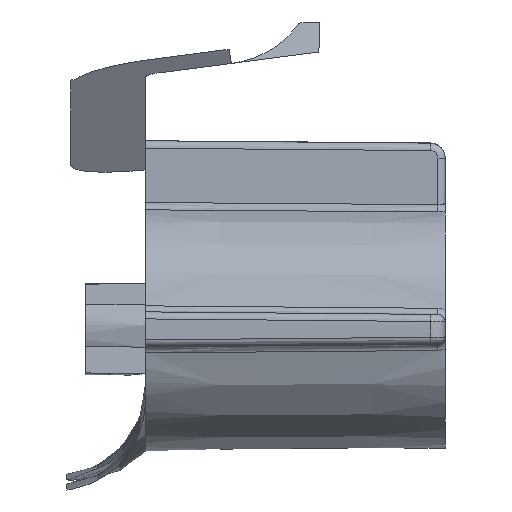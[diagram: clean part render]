
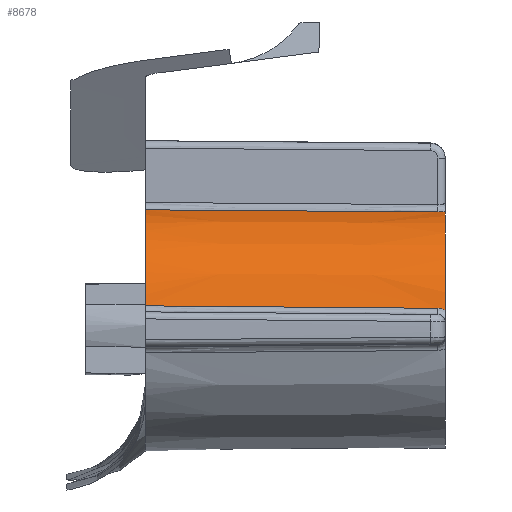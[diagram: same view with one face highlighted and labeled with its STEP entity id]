
A CAD part, left-side view. The second image highlights one B-rep face of the part: STEP entity #8678.
In plain terms, the highlighted conical face has half-angle 0.5 degrees and reference radius 4 mm.
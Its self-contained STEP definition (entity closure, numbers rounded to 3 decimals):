
#8678 = ADVANCED_FACE('',(#8679),#8700,.T.);
#8679 = FACE_BOUND('',#8680,.T.);
#8680 = EDGE_LOOP('',(#8681,#8710,#8735,#8757,#8776,#8793));
#8681 = ORIENTED_EDGE('',*,*,#8682,.T.);
#8682 = EDGE_CURVE('',#8683,#8685,#8687,.T.);
#8683 = VERTEX_POINT('',#8684);
#8684 = CARTESIAN_POINT('',(1617.559,-785.404,
    1460.717));
#8685 = VERTEX_POINT('',#8686);
#8686 = CARTESIAN_POINT('',(1617.478,-775.592,
    1460.788));
#8687 = SURFACE_CURVE('',#8688,(#8699),.PCURVE_S1.);
#8688 = B_SPLINE_CURVE_WITH_KNOTS('',3,(#8689,#8690,#8691,#8692,#8693,
    #8694,#8695,#8696,#8697,#8698),.UNSPECIFIED.,.F.,.F.,(4,3,3,4),(0.,
    0.051,0.255,1.),.UNSPECIFIED.);
#8689 = CARTESIAN_POINT('',(1617.559,-785.404,
    1460.717));
#8690 = CARTESIAN_POINT('',(1617.558,-785.237,
    1460.718));
#8691 = CARTESIAN_POINT('',(1617.556,-785.071,
    1460.719));
#8692 = CARTESIAN_POINT('',(1617.555,-784.904,
    1460.72));
#8693 = CARTESIAN_POINT('',(1617.55,-784.237,
    1460.725));
#8694 = CARTESIAN_POINT('',(1617.544,-783.571,
    1460.73));
#8695 = CARTESIAN_POINT('',(1617.538,-782.904,
    1460.735));
#8696 = CARTESIAN_POINT('',(1617.518,-780.467,
    1460.753));
#8697 = CARTESIAN_POINT('',(1617.498,-778.029,
    1460.771));
#8698 = CARTESIAN_POINT('',(1617.478,-775.592,
    1460.788));
#8699 = PCURVE('',#8700,#8705);
#8700 = CONICAL_SURFACE('',#8701,4.,0.009);
#8701 = AXIS2_PLACEMENT_3D('',#8702,#8703,#8704);
#8702 = CARTESIAN_POINT('',(1618.267,-785.652,
    1456.778));
#8703 = DIRECTION('',(0.,1.,0.));
#8704 = DIRECTION('',(1.,0.,0.));
#8705 = DEFINITIONAL_REPRESENTATION('',(#8706),#8709);
#8706 = B_SPLINE_CURVE_WITH_KNOTS('',1,(#8707,#8708),.UNSPECIFIED.,.F.,
  .F.,(2,2),(0.,1.),.PIECEWISE_BEZIER_KNOTS.);
#8707 = CARTESIAN_POINT('',(4.535,0.248));
#8708 = CARTESIAN_POINT('',(4.518,10.06));
#8709 = ( GEOMETRIC_REPRESENTATION_CONTEXT(2) 
PARAMETRIC_REPRESENTATION_CONTEXT() REPRESENTATION_CONTEXT('2D SPACE',''
  ) );
#8710 = ORIENTED_EDGE('',*,*,#8711,.T.);
#8711 = EDGE_CURVE('',#8685,#8712,#8714,.T.);
#8712 = VERTEX_POINT('',#8713);
#8713 = CARTESIAN_POINT('',(1614.256,-775.592,
    1457.567));
#8714 = SURFACE_CURVE('',#8715,(#8729),.PCURVE_S1.);
#8715 = B_SPLINE_CURVE_WITH_KNOTS('',3,(#8716,#8717,#8718,#8719,#8720,
    #8721,#8722,#8723,#8724,#8725,#8726,#8727,#8728),.UNSPECIFIED.,.F.,
  .F.,(4,3,3,3,4),(0.,0.286,0.571,0.857,1.),
  .UNSPECIFIED.);
#8716 = CARTESIAN_POINT('',(1617.478,-775.592,
    1460.788));
#8717 = CARTESIAN_POINT('',(1617.029,-775.592,
    1460.7));
#8718 = CARTESIAN_POINT('',(1616.589,-775.592,
    1460.533));
#8719 = CARTESIAN_POINT('',(1616.195,-775.592,
    1460.301));
#8720 = CARTESIAN_POINT('',(1615.8,-775.592,
    1460.069));
#8721 = CARTESIAN_POINT('',(1615.44,-775.592,
    1459.766));
#8722 = CARTESIAN_POINT('',(1615.145,-775.592,
    1459.416));
#8723 = CARTESIAN_POINT('',(1614.85,-775.592,
    1459.067));
#8724 = CARTESIAN_POINT('',(1614.611,-775.592,
    1458.662));
#8725 = CARTESIAN_POINT('',(1614.448,-775.592,
    1458.234));
#8726 = CARTESIAN_POINT('',(1614.365,-775.592,
    1458.018));
#8727 = CARTESIAN_POINT('',(1614.301,-775.592,
    1457.794));
#8728 = CARTESIAN_POINT('',(1614.256,-775.592,
    1457.567));
#8729 = PCURVE('',#8700,#8730);
#8730 = DEFINITIONAL_REPRESENTATION('',(#8731),#8734);
#8731 = B_SPLINE_CURVE_WITH_KNOTS('',1,(#8732,#8733),.UNSPECIFIED.,.F.,
  .F.,(2,2),(0.,1.),.PIECEWISE_BEZIER_KNOTS.);
#8732 = CARTESIAN_POINT('',(4.518,10.06));
#8733 = CARTESIAN_POINT('',(3.336,10.06));
#8734 = ( GEOMETRIC_REPRESENTATION_CONTEXT(2) 
PARAMETRIC_REPRESENTATION_CONTEXT() REPRESENTATION_CONTEXT('2D SPACE',''
  ) );
#8735 = ORIENTED_EDGE('',*,*,#8736,.T.);
#8736 = EDGE_CURVE('',#8712,#8737,#8739,.T.);
#8737 = VERTEX_POINT('',#8738);
#8738 = CARTESIAN_POINT('',(1614.328,-785.404,
    1457.485));
#8739 = SURFACE_CURVE('',#8740,(#8751),.PCURVE_S1.);
#8740 = B_SPLINE_CURVE_WITH_KNOTS('',3,(#8741,#8742,#8743,#8744,#8745,
    #8746,#8747,#8748,#8749,#8750),.UNSPECIFIED.,.F.,.F.,(4,3,3,4),(0.,
    0.082,0.898,1.),.UNSPECIFIED.);
#8741 = CARTESIAN_POINT('',(1614.256,-775.592,
    1457.567));
#8742 = CARTESIAN_POINT('',(1614.258,-775.861,
    1457.565));
#8743 = CARTESIAN_POINT('',(1614.26,-776.13,
    1457.563));
#8744 = CARTESIAN_POINT('',(1614.262,-776.4,
    1457.56));
#8745 = CARTESIAN_POINT('',(1614.282,-779.066,
    1457.538));
#8746 = CARTESIAN_POINT('',(1614.301,-781.733,
    1457.516));
#8747 = CARTESIAN_POINT('',(1614.321,-784.399,
    1457.494));
#8748 = CARTESIAN_POINT('',(1614.323,-784.734,
    1457.491));
#8749 = CARTESIAN_POINT('',(1614.326,-785.069,
    1457.488));
#8750 = CARTESIAN_POINT('',(1614.328,-785.404,
    1457.485));
#8751 = PCURVE('',#8700,#8752);
#8752 = DEFINITIONAL_REPRESENTATION('',(#8753),#8756);
#8753 = B_SPLINE_CURVE_WITH_KNOTS('',1,(#8754,#8755),.UNSPECIFIED.,.F.,
  .F.,(2,2),(0.,1.),.PIECEWISE_BEZIER_KNOTS.);
#8754 = CARTESIAN_POINT('',(3.336,10.06));
#8755 = CARTESIAN_POINT('',(3.319,0.248));
#8756 = ( GEOMETRIC_REPRESENTATION_CONTEXT(2) 
PARAMETRIC_REPRESENTATION_CONTEXT() REPRESENTATION_CONTEXT('2D SPACE',''
  ) );
#8757 = ORIENTED_EDGE('',*,*,#8758,.T.);
#8758 = EDGE_CURVE('',#8737,#8759,#8761,.T.);
#8759 = VERTEX_POINT('',#8760);
#8760 = CARTESIAN_POINT('',(1614.319,-785.652,
    1457.421));
#8761 = SURFACE_CURVE('',#8762,(#8770),.PCURVE_S1.);
#8762 = B_SPLINE_CURVE_WITH_KNOTS('',3,(#8763,#8764,#8765,#8766,#8767,
    #8768,#8769),.UNSPECIFIED.,.F.,.F.,(4,3,4),(0.,0.645,1.),
  .UNSPECIFIED.);
#8763 = CARTESIAN_POINT('',(1614.328,-785.404,
    1457.485));
#8764 = CARTESIAN_POINT('',(1614.329,-785.459,
    1457.485));
#8765 = CARTESIAN_POINT('',(1614.327,-785.515,
    1457.476));
#8766 = CARTESIAN_POINT('',(1614.325,-785.568,
    1457.458));
#8767 = CARTESIAN_POINT('',(1614.323,-785.597,
    1457.448));
#8768 = CARTESIAN_POINT('',(1614.321,-785.625,
    1457.436));
#8769 = CARTESIAN_POINT('',(1614.319,-785.652,
    1457.421));
#8770 = PCURVE('',#8700,#8771);
#8771 = DEFINITIONAL_REPRESENTATION('',(#8772),#8775);
#8772 = B_SPLINE_CURVE_WITH_KNOTS('',1,(#8773,#8774),.UNSPECIFIED.,.F.,
  .F.,(2,2),(0.,1.),.PIECEWISE_BEZIER_KNOTS.);
#8773 = CARTESIAN_POINT('',(3.319,0.248));
#8774 = CARTESIAN_POINT('',(3.303,0.));
#8775 = ( GEOMETRIC_REPRESENTATION_CONTEXT(2) 
PARAMETRIC_REPRESENTATION_CONTEXT() REPRESENTATION_CONTEXT('2D SPACE',''
  ) );
#8776 = ORIENTED_EDGE('',*,*,#8777,.T.);
#8777 = EDGE_CURVE('',#8759,#8778,#8780,.T.);
#8778 = VERTEX_POINT('',#8779);
#8779 = CARTESIAN_POINT('',(1617.623,-785.652,
    1460.725));
#8780 = SURFACE_CURVE('',#8781,(#8786),.PCURVE_S1.);
#8781 = CIRCLE('',#8782,4.);
#8782 = AXIS2_PLACEMENT_3D('',#8783,#8784,#8785);
#8783 = CARTESIAN_POINT('',(1618.267,-785.652,
    1456.778));
#8784 = DIRECTION('',(-0.,1.,0.));
#8785 = DIRECTION('',(1.,0.,0.));
#8786 = PCURVE('',#8700,#8787);
#8787 = DEFINITIONAL_REPRESENTATION('',(#8788),#8792);
#8788 = LINE('',#8789,#8790);
#8789 = CARTESIAN_POINT('',(0.,0.));
#8790 = VECTOR('',#8791,1.);
#8791 = DIRECTION('',(1.,0.));
#8792 = ( GEOMETRIC_REPRESENTATION_CONTEXT(2) 
PARAMETRIC_REPRESENTATION_CONTEXT() REPRESENTATION_CONTEXT('2D SPACE',''
  ) );
#8793 = ORIENTED_EDGE('',*,*,#8794,.T.);
#8794 = EDGE_CURVE('',#8778,#8683,#8795,.T.);
#8795 = SURFACE_CURVE('',#8796,(#8804),.PCURVE_S1.);
#8796 = B_SPLINE_CURVE_WITH_KNOTS('',3,(#8797,#8798,#8799,#8800,#8801,
    #8802,#8803),.UNSPECIFIED.,.F.,.F.,(4,3,4),(0.,0.355,1.),
  .UNSPECIFIED.);
#8797 = CARTESIAN_POINT('',(1617.623,-785.652,
    1460.725));
#8798 = CARTESIAN_POINT('',(1617.609,-785.625,
    1460.723));
#8799 = CARTESIAN_POINT('',(1617.596,-785.597,
    1460.721));
#8800 = CARTESIAN_POINT('',(1617.587,-785.568,
    1460.72));
#8801 = CARTESIAN_POINT('',(1617.569,-785.515,
    1460.717));
#8802 = CARTESIAN_POINT('',(1617.56,-785.459,
    1460.716));
#8803 = CARTESIAN_POINT('',(1617.559,-785.404,
    1460.717));
#8804 = PCURVE('',#8700,#8805);
#8805 = DEFINITIONAL_REPRESENTATION('',(#8806),#8809);
#8806 = B_SPLINE_CURVE_WITH_KNOTS('',1,(#8807,#8808),.UNSPECIFIED.,.F.,
  .F.,(2,2),(0.,1.),.PIECEWISE_BEZIER_KNOTS.);
#8807 = CARTESIAN_POINT('',(4.551,0.));
#8808 = CARTESIAN_POINT('',(4.535,0.248));
#8809 = ( GEOMETRIC_REPRESENTATION_CONTEXT(2) 
PARAMETRIC_REPRESENTATION_CONTEXT() REPRESENTATION_CONTEXT('2D SPACE',''
  ) );
